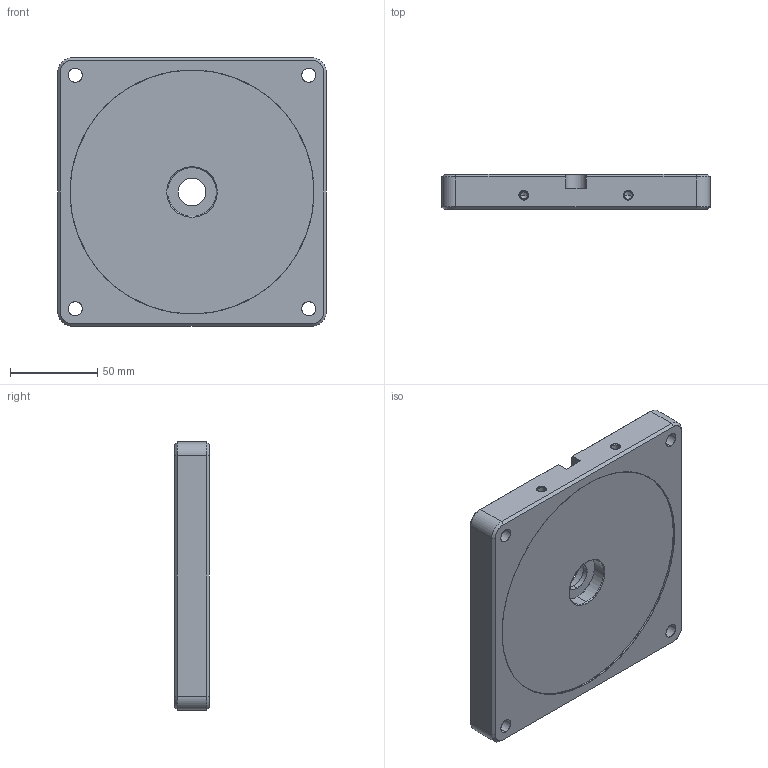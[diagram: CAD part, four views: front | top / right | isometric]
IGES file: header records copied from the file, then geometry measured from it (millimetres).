
Start section: SolidWorks IGES file using analytic representation for surfaces
Global section: file name: IGES baseTD.IGS; native system: SolidWorks 2012; preprocessor: SolidWorks 2012; author: BT; date: 191128.085113; units: millimetre
Bounding box: 154 x 20 x 154 mm (x, y, z)
Surface area: 64031.9 mm2 (no closed solid volume)
Topology: 0 solids, 0 shells, 76 faces, 1284 edges, 1280 vertices
Faces by surface type: revolution 47, bspline 29
